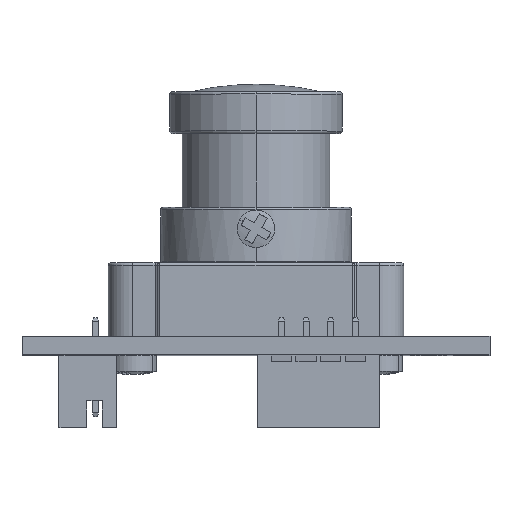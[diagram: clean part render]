
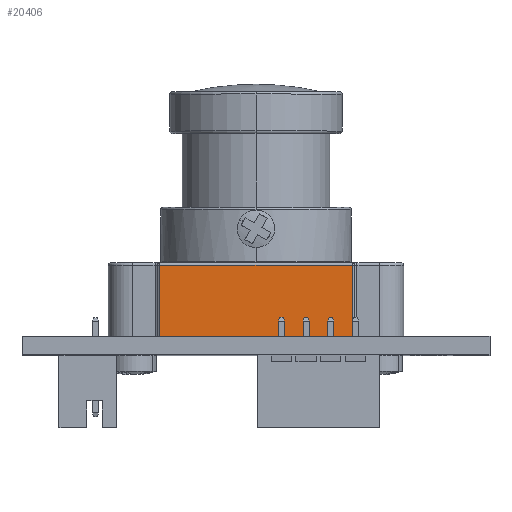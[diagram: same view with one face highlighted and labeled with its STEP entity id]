
A CAD part, top view. The second image highlights one B-rep face of the part: STEP entity #20406.
In plain terms, the highlighted planar face has unit normal (0, 0, 1).
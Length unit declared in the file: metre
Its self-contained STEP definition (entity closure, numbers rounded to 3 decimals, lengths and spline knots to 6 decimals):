
#833 = CARTESIAN_POINT ( 'NONE',  ( 0.0078, 0.00655, 0.008 ) ) ;
#1190 = PLANE ( 'NONE',  #20341 ) ;
#1314 = CARTESIAN_POINT ( 'NONE',  ( -0.0078, 0.00675, 0.008 ) ) ;
#1657 = VECTOR ( 'NONE', #5178, 1. ) ;
#1993 = ORIENTED_EDGE ( 'NONE', *, *, #24948, .T. ) ;
#2833 = FACE_OUTER_BOUND ( 'NONE', #8405, .T. ) ;
#3997 = EDGE_CURVE ( 'NONE', #22901, #17170, #14131, .T. ) ;
#5125 = LINE ( 'NONE', #12382, #29268 ) ;
#5178 = DIRECTION ( 'NONE',  ( 0., 1., 0. ) ) ;
#5948 = LINE ( 'NONE', #1314, #12201 ) ;
#6841 = DIRECTION ( 'NONE',  ( 1., 0., 0. ) ) ;
#8405 = EDGE_LOOP ( 'NONE', ( #21948, #12508, #1993, #20031 ) ) ;
#8592 = VECTOR ( 'NONE', #6841, 1. ) ;
#9183 = VERTEX_POINT ( 'NONE', #18485 ) ;
#10199 = VERTEX_POINT ( 'NONE', #22862 ) ;
#12201 = VECTOR ( 'NONE', #22429, 1. ) ;
#12382 = CARTESIAN_POINT ( 'NONE',  ( 0.008, 0.00655, 0.008 ) ) ;
#12508 = ORIENTED_EDGE ( 'NONE', *, *, #17327, .T. ) ;
#13018 = DIRECTION ( 'NONE',  ( 0., 0., -1. ) ) ;
#14131 = LINE ( 'NONE', #23561, #1657 ) ;
#17170 = VERTEX_POINT ( 'NONE', #833 ) ;
#17327 = EDGE_CURVE ( 'NONE', #10199, #9183, #5948, .T. ) ;
#18485 = CARTESIAN_POINT ( 'NONE',  ( -0.0078, 0.00075, 0.008 ) ) ;
#20031 = ORIENTED_EDGE ( 'NONE', *, *, #3997, .T. ) ;
#20341 = AXIS2_PLACEMENT_3D ( 'NONE', #26983, #13018, #29320 ) ;
#20406 = ADVANCED_FACE ( 'NONE', ( #2833 ), #1190, .F. ) ;
#21890 = EDGE_CURVE ( 'NONE', #17170, #10199, #5125, .T. ) ;
#21948 = ORIENTED_EDGE ( 'NONE', *, *, #21890, .T. ) ;
#22429 = DIRECTION ( 'NONE',  ( 0., -1., 0. ) ) ;
#22862 = CARTESIAN_POINT ( 'NONE',  ( -0.0078, 0.00655, 0.008 ) ) ;
#22901 = VERTEX_POINT ( 'NONE', #29645 ) ;
#23561 = CARTESIAN_POINT ( 'NONE',  ( 0.0078, 0.00675, 0.008 ) ) ;
#24948 = EDGE_CURVE ( 'NONE', #9183, #22901, #27973, .T. ) ;
#26475 = DIRECTION ( 'NONE',  ( -1., 0., 0. ) ) ;
#26983 = CARTESIAN_POINT ( 'NONE',  ( 0.008, 0.00675, 0.008 ) ) ;
#27973 = LINE ( 'NONE', #30047, #8592 ) ;
#29268 = VECTOR ( 'NONE', #26475, 1. ) ;
#29320 = DIRECTION ( 'NONE',  ( -1., 0., 0. ) ) ;
#29645 = CARTESIAN_POINT ( 'NONE',  ( 0.0078, 0.00075, 0.008 ) ) ;
#30047 = CARTESIAN_POINT ( 'NONE',  ( 0.008, 0.00075, 0.008 ) ) ;
